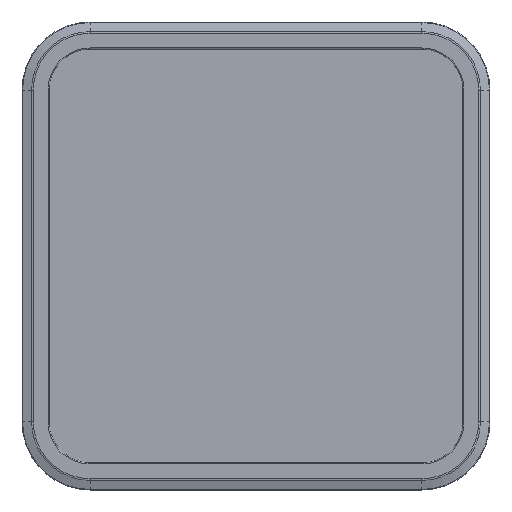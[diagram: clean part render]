
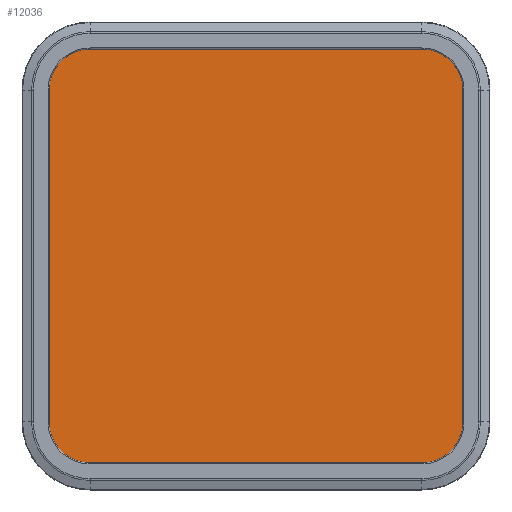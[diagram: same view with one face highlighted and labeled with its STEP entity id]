
A CAD part, top view. The second image highlights one B-rep face of the part: STEP entity #12036.
In plain terms, the highlighted planar face has unit normal (0, 0, 1).
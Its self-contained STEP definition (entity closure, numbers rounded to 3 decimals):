
#245 = DIRECTION ( 'NONE',  ( -1., 0., 0. ) ) ;
#306 = EDGE_CURVE ( 'NONE', #6824, #10196, #9342, .T. ) ;
#446 = VERTEX_POINT ( 'NONE', #2174 ) ;
#504 = AXIS2_PLACEMENT_3D ( 'NONE', #2742, #1488, #245 ) ;
#513 = CARTESIAN_POINT ( 'NONE',  ( -206., 159.5, 6.8 ) ) ;
#789 = EDGE_CURVE ( 'NONE', #12196, #446, #11661, .T. ) ;
#882 = CARTESIAN_POINT ( 'NONE',  ( 206., 159.5, 6.8 ) ) ;
#1021 = DIRECTION ( 'NONE',  ( 1., 0., 0. ) ) ;
#1195 = CARTESIAN_POINT ( 'NONE',  ( -206., -159.5, 6.8 ) ) ;
#1243 = ORIENTED_EDGE ( 'NONE', *, *, #7809, .T. ) ;
#1297 = CIRCLE ( 'NONE', #6751, 46.5 ) ;
#1390 = DIRECTION ( 'NONE',  ( -1., 0., 0. ) ) ;
#1488 = DIRECTION ( 'NONE',  ( 0., 0., 1. ) ) ;
#1766 = LINE ( 'NONE', #513, #9531 ) ;
#2174 = CARTESIAN_POINT ( 'NONE',  ( -159.5, -206., 6.8 ) ) ;
#2263 = DIRECTION ( 'NONE',  ( 0., 0., 1. ) ) ;
#2308 = FACE_OUTER_BOUND ( 'NONE', #11684, .T. ) ;
#2641 = CARTESIAN_POINT ( 'NONE',  ( -159.5, 206., 6.8 ) ) ;
#2742 = CARTESIAN_POINT ( 'NONE',  ( -159.5, 159.5, 6.8 ) ) ;
#2758 = DIRECTION ( 'NONE',  ( -1., 0., 0. ) ) ;
#2975 = CARTESIAN_POINT ( 'NONE',  ( 159.5, -206., 6.8 ) ) ;
#3476 = DIRECTION ( 'NONE',  ( 1., 0., 0. ) ) ;
#3507 = CARTESIAN_POINT ( 'NONE',  ( 159.5, -159.5, 6.8 ) ) ;
#3873 = LINE ( 'NONE', #2641, #5069 ) ;
#3990 = DIRECTION ( 'NONE',  ( 0., 0., 1. ) ) ;
#4176 = VERTEX_POINT ( 'NONE', #12026 ) ;
#4190 = AXIS2_PLACEMENT_3D ( 'NONE', #6700, #5443, #4198 ) ;
#4198 = DIRECTION ( 'NONE',  ( 1., 0., 0. ) ) ;
#4226 = VERTEX_POINT ( 'NONE', #7954 ) ;
#4379 = CARTESIAN_POINT ( 'NONE',  ( -206., 159.5, 6.8 ) ) ;
#4713 = DIRECTION ( 'NONE',  ( 0., 0., 1. ) ) ;
#5069 = VECTOR ( 'NONE', #1390, 1000. ) ;
#5095 = DIRECTION ( 'NONE',  ( 1., 0., 0. ) ) ;
#5234 = CARTESIAN_POINT ( 'NONE',  ( -159.5, -159.5, 6.8 ) ) ;
#5389 = EDGE_CURVE ( 'NONE', #10196, #4226, #1297, .T. ) ;
#5425 = VECTOR ( 'NONE', #6804, 1000. ) ;
#5443 = DIRECTION ( 'NONE',  ( 0., 0., 1. ) ) ;
#6354 = CARTESIAN_POINT ( 'NONE',  ( -159.5, -206., 6.8 ) ) ;
#6700 = CARTESIAN_POINT ( 'NONE',  ( 159.5, 159.5, 6.8 ) ) ;
#6751 = AXIS2_PLACEMENT_3D ( 'NONE', #9759, #4713, #3476 ) ;
#6804 = DIRECTION ( 'NONE',  ( 0., 1., 0. ) ) ;
#6824 = VERTEX_POINT ( 'NONE', #10860 ) ;
#7310 = CIRCLE ( 'NONE', #504, 46.5 ) ;
#7575 = ORIENTED_EDGE ( 'NONE', *, *, #306, .T. ) ;
#7695 = AXIS2_PLACEMENT_3D ( 'NONE', #5234, #3990, #2758 ) ;
#7706 = EDGE_CURVE ( 'NONE', #11110, #6824, #11303, .T. ) ;
#7796 = VECTOR ( 'NONE', #5095, 1000. ) ;
#7809 = EDGE_CURVE ( 'NONE', #4226, #4176, #3873, .T. ) ;
#7912 = EDGE_CURVE ( 'NONE', #10866, #12196, #1766, .T. ) ;
#7954 = CARTESIAN_POINT ( 'NONE',  ( 159.5, 206., 6.8 ) ) ;
#8085 = CARTESIAN_POINT ( 'NONE',  ( 206., 159.5, 6.8 ) ) ;
#8739 = EDGE_CURVE ( 'NONE', #446, #11110, #8889, .T. ) ;
#8889 = LINE ( 'NONE', #6354, #7796 ) ;
#9132 = ORIENTED_EDGE ( 'NONE', *, *, #789, .T. ) ;
#9238 = PLANE ( 'NONE',  #4190 ) ;
#9342 = LINE ( 'NONE', #8085, #5425 ) ;
#9531 = VECTOR ( 'NONE', #11509, 1000. ) ;
#9704 = ORIENTED_EDGE ( 'NONE', *, *, #7706, .T. ) ;
#9759 = CARTESIAN_POINT ( 'NONE',  ( 159.5, 159.5, 6.8 ) ) ;
#10073 = AXIS2_PLACEMENT_3D ( 'NONE', #3507, #2263, #1021 ) ;
#10196 = VERTEX_POINT ( 'NONE', #882 ) ;
#10443 = ORIENTED_EDGE ( 'NONE', *, *, #7912, .T. ) ;
#10860 = CARTESIAN_POINT ( 'NONE',  ( 206., -159.5, 6.8 ) ) ;
#10866 = VERTEX_POINT ( 'NONE', #4379 ) ;
#11031 = ORIENTED_EDGE ( 'NONE', *, *, #12141, .T. ) ;
#11110 = VERTEX_POINT ( 'NONE', #2975 ) ;
#11303 = CIRCLE ( 'NONE', #10073, 46.5 ) ;
#11509 = DIRECTION ( 'NONE',  ( 0., -1., 0. ) ) ;
#11612 = ORIENTED_EDGE ( 'NONE', *, *, #8739, .T. ) ;
#11661 = CIRCLE ( 'NONE', #7695, 46.5 ) ;
#11684 = EDGE_LOOP ( 'NONE', ( #12159, #1243, #11031, #10443, #9132, #11612, #9704, #7575 ) ) ;
#12026 = CARTESIAN_POINT ( 'NONE',  ( -159.5, 206., 6.8 ) ) ;
#12036 = ADVANCED_FACE ( 'NONE', ( #2308 ), #9238, .T. ) ;
#12141 = EDGE_CURVE ( 'NONE', #4176, #10866, #7310, .T. ) ;
#12159 = ORIENTED_EDGE ( 'NONE', *, *, #5389, .T. ) ;
#12196 = VERTEX_POINT ( 'NONE', #1195 ) ;
